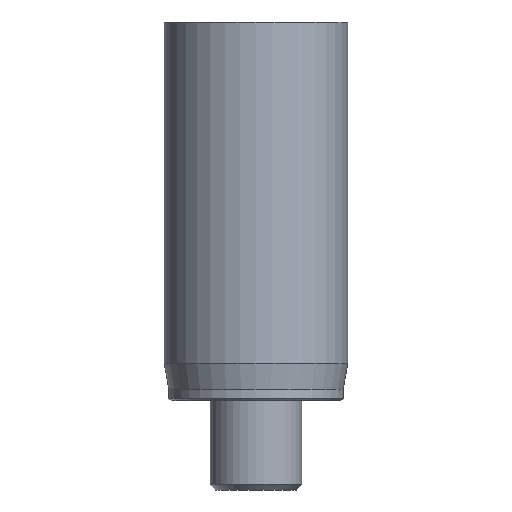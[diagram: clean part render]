
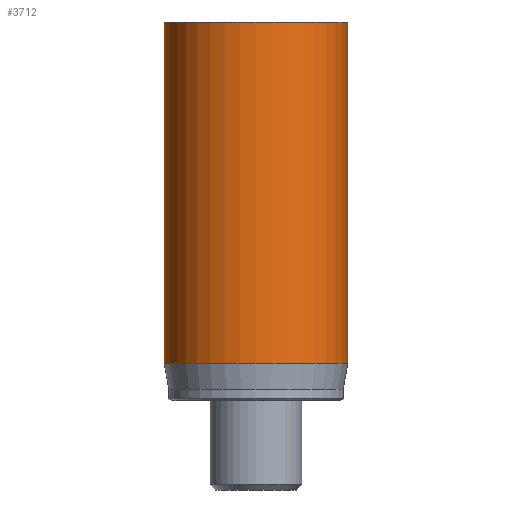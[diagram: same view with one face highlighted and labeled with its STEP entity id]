
A CAD part, front view. The second image highlights one B-rep face of the part: STEP entity #3712.
In plain terms, the highlighted cylindrical face has radius 8 mm (diameter 16 mm), a full revolution.
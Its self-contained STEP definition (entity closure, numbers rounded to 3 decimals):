
#40=CYLINDRICAL_SURFACE('',#3913,8.);
#58=CIRCLE('',#3881,8.);
#74=CIRCLE('',#3911,8.);
#75=CIRCLE('',#3912,8.);
#307=FACE_OUTER_BOUND('',#533,.T.);
#533=EDGE_LOOP('',(#3051,#3052,#3053,#3054,#3055));
#763=LINE('',#6719,#1001);
#1001=VECTOR('',#4243,8.);
#1603=VERTEX_POINT('',#6659);
#1619=VERTEX_POINT('',#6713);
#1620=VERTEX_POINT('',#6714);
#2094=EDGE_CURVE('',#1603,#1603,#58,.T.);
#2118=EDGE_CURVE('',#1619,#1620,#74,.T.);
#2119=EDGE_CURVE('',#1620,#1619,#75,.T.);
#2121=EDGE_CURVE('',#1603,#1619,#763,.T.);
#3051=ORIENTED_EDGE('',*,*,#2094,.T.);
#3052=ORIENTED_EDGE('',*,*,#2121,.T.);
#3053=ORIENTED_EDGE('',*,*,#2118,.T.);
#3054=ORIENTED_EDGE('',*,*,#2119,.T.);
#3055=ORIENTED_EDGE('',*,*,#2121,.F.);
#3712=ADVANCED_FACE('',(#307),#40,.T.);
#3881=AXIS2_PLACEMENT_3D('',#6660,#4168,#4169);
#3911=AXIS2_PLACEMENT_3D('',#6715,#4236,#4237);
#3912=AXIS2_PLACEMENT_3D('',#6716,#4238,#4239);
#3913=AXIS2_PLACEMENT_3D('',#6718,#4241,#4242);
#4168=DIRECTION('center_axis',(0.,0.,-1.));
#4169=DIRECTION('ref_axis',(-1.,0.,0.));
#4236=DIRECTION('center_axis',(0.,0.,1.));
#4237=DIRECTION('ref_axis',(-1.,0.,0.));
#4238=DIRECTION('center_axis',(0.,0.,1.));
#4239=DIRECTION('ref_axis',(-1.,0.,0.));
#4241=DIRECTION('center_axis',(0.,0.,1.));
#4242=DIRECTION('ref_axis',(-1.,0.,0.));
#4243=DIRECTION('',(0.,0.,-1.));
#6659=CARTESIAN_POINT('',(8.,0.,33.));
#6660=CARTESIAN_POINT('Origin',(0.,0.,33.));
#6713=CARTESIAN_POINT('',(8.,0.,3.269));
#6714=CARTESIAN_POINT('',(-8.,0.,3.269));
#6715=CARTESIAN_POINT('Origin',(0.,0.,3.269));
#6716=CARTESIAN_POINT('Origin',(0.,0.,3.269));
#6718=CARTESIAN_POINT('Origin',(0.,0.,0.));
#6719=CARTESIAN_POINT('',(8.,0.,0.));
